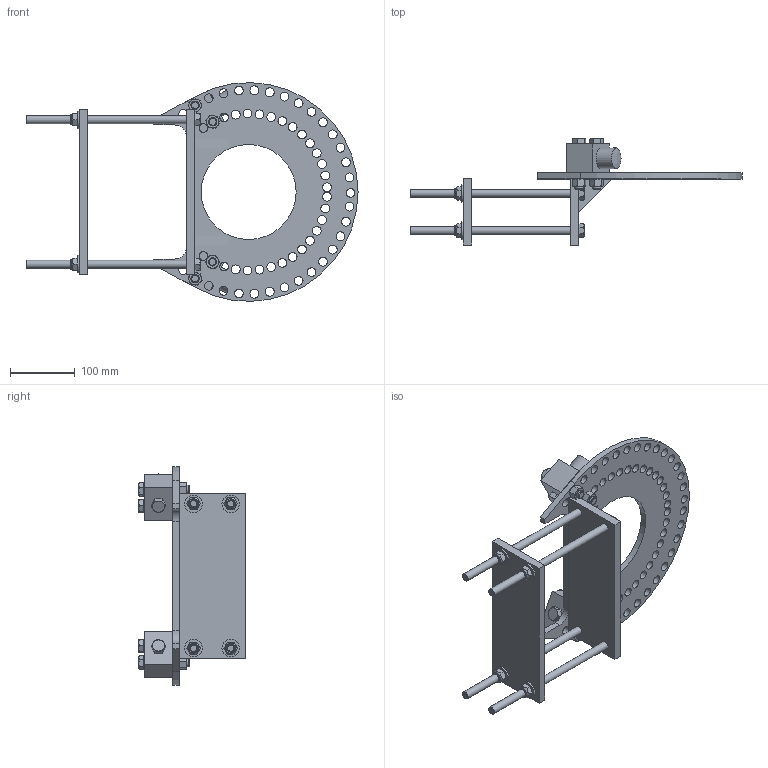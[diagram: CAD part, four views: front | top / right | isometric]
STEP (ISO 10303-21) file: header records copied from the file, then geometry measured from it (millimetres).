
FILE_DESCRIPTION(/* description */ (''),/* implementation_level */ '2;1');
FILE_NAME(/* name */ '98541.stp',/* time_stamp */ '2023-10-09T15:55:45-04:00',/* author */ ('MNHHW'),/* organization */ (''),/* preprocessor_version */ 'ST-DEVELOPER v18',/* originating_system */ 'Autodesk Inventor 2020',/* authorisation */ '');
FILE_SCHEMA (('AUTOMOTIVE_DESIGN { 1 0 10303 214 3 1 1 }'));
Length unit declared in the file: inch
Products named in the file (16): 98541; 98540; 60145; 25905.iam; 60155.ipt; 3D11L9F4B.iam; 3D11J9F4B.ipt; 3D11K9F4A.ipt; 3D11B3C4B.ipt; ANSI B18.2.1 - 1/2-13 UNC - 2.75; ANSI B18.2.2 - 1/2 - 13; 60185; 60175; 51857; 53060; 52447
Assembly tree (33 placements, depth 5):
  98541
    98540
      60145
      25905.iam  x2
        60155.ipt
        3D11L9F4B.iam
          3D11J9F4B.ipt
          3D11K9F4A.ipt
        3D11B3C4B.ipt
      ANSI B18.2.1 - 1/2-13 UNC - 2.75  x4
      ANSI B18.2.2 - 1/2 - 13  x4
    60185  x2
    60175  x2
    51857  x4
    53060  x4
    52447  x4
Bounding box: 510.82 x 163.51 x 336.5 mm (x, y, z)
Volume: 1610607.2 mm3; surface area: 411621.1 mm2
Topology: 33 solids, 33 shells, 588 faces, 1386 edges, 888 vertices
Faces by surface type: plane 285, cone 168, cylinder 125, torus 8, sphere 2
Full cylindrical faces by diameter (mm): 10.106 x4, 10.592 x6, 12 x4, 12.7 x6, 13 x6, 13.081 x2, 13.487 x4, 13.494 x61, 14.287 x8, 15.3 x4, 17.145 x4, 19.05 x2, 20.637 x4, 26.975 x4, 31.75 x2, 146.05 x1
Entity records: 8382 total; most frequent: CARTESIAN_POINT 1466, DIRECTION 1386, ORIENTED_EDGE 1228, EDGE_CURVE 614, AXIS2_PLACEMENT_3D 554, EDGE_LOOP 402, VERTEX_POINT 400, LINE 278
